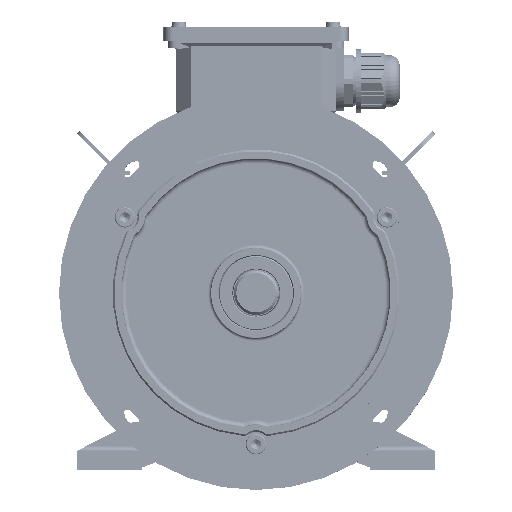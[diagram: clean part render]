
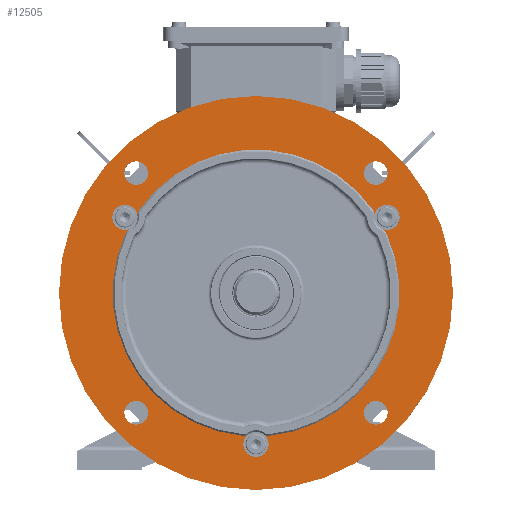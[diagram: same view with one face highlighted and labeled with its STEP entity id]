
A CAD part, top view. The second image highlights one B-rep face of the part: STEP entity #12505.
In plain terms, the highlighted planar face has unit normal (0, 0, 1).
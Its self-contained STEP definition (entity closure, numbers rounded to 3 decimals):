
#12505=ADVANCED_FACE('',(#21949,#21950,#21951,#21952,#21953,#21954),#15826,
 .T.);
#15826=PLANE('',#100776);
#20066=CIRCLE('',#100672,8.);
#20070=CIRCLE('',#100678,8.);
#20078=CIRCLE('',#100689,8.);
#20125=CIRCLE('',#100762,7.5);
#20126=CIRCLE('',#100763,7.5);
#20127=CIRCLE('',#100764,5.);
#20128=CIRCLE('',#100765,91.);
#20129=CIRCLE('',#100766,5.);
#20130=CIRCLE('',#100767,5.);
#20131=CIRCLE('',#100768,91.);
#20132=CIRCLE('',#100769,5.);
#20133=CIRCLE('',#100770,5.);
#20134=CIRCLE('',#100771,91.);
#20135=CIRCLE('',#100772,5.);
#20136=CIRCLE('',#100773,125.);
#20137=CIRCLE('',#100774,7.5);
#20138=CIRCLE('',#100775,7.5);
#21949=FACE_BOUND('',#26734,.T.);
#21950=FACE_BOUND('',#26735,.T.);
#21951=FACE_BOUND('',#26736,.T.);
#21952=FACE_BOUND('',#26737,.T.);
#21953=FACE_BOUND('',#26738,.T.);
#21954=FACE_BOUND('',#26739,.T.);
#26734=EDGE_LOOP('',(#47548));
#26735=EDGE_LOOP('',(#47549));
#26736=EDGE_LOOP('',(#47550,#47551,#47552,#47553,#47554,#47555,#47556,#47557,
#47558,#47559,#47560,#47561));
#26737=EDGE_LOOP('',(#47562));
#26738=EDGE_LOOP('',(#47563));
#26739=EDGE_LOOP('',(#47564));
#47548=ORIENTED_EDGE('',*,*,#74180,.T.);
#47549=ORIENTED_EDGE('',*,*,#74181,.T.);
#47550=ORIENTED_EDGE('',*,*,#74037,.F.);
#47551=ORIENTED_EDGE('',*,*,#74182,.T.);
#47552=ORIENTED_EDGE('',*,*,#74183,.T.);
#47553=ORIENTED_EDGE('',*,*,#74184,.T.);
#47554=ORIENTED_EDGE('',*,*,#74055,.F.);
#47555=ORIENTED_EDGE('',*,*,#74185,.T.);
#47556=ORIENTED_EDGE('',*,*,#74186,.T.);
#47557=ORIENTED_EDGE('',*,*,#74187,.T.);
#47558=ORIENTED_EDGE('',*,*,#74031,.F.);
#47559=ORIENTED_EDGE('',*,*,#74188,.T.);
#47560=ORIENTED_EDGE('',*,*,#74189,.T.);
#47561=ORIENTED_EDGE('',*,*,#74190,.T.);
#47562=ORIENTED_EDGE('',*,*,#74191,.F.);
#47563=ORIENTED_EDGE('',*,*,#74192,.T.);
#47564=ORIENTED_EDGE('',*,*,#74193,.T.);
#61848=VERTEX_POINT('',#155315);
#61851=VERTEX_POINT('',#155320);
#61854=VERTEX_POINT('',#155329);
#61857=VERTEX_POINT('',#155334);
#61868=VERTEX_POINT('',#155364);
#61871=VERTEX_POINT('',#155369);
#61979=VERTEX_POINT('',#156273);
#61980=VERTEX_POINT('',#156275);
#61981=VERTEX_POINT('',#156277);
#61982=VERTEX_POINT('',#156279);
#61983=VERTEX_POINT('',#156282);
#61984=VERTEX_POINT('',#156284);
#61985=VERTEX_POINT('',#156287);
#61986=VERTEX_POINT('',#156289);
#61987=VERTEX_POINT('',#156292);
#61988=VERTEX_POINT('',#156294);
#61989=VERTEX_POINT('',#156296);
#74031=EDGE_CURVE('',#61851,#61848,#20066,.T.);
#74037=EDGE_CURVE('',#61857,#61854,#20070,.T.);
#74055=EDGE_CURVE('',#61871,#61868,#20078,.T.);
#74180=EDGE_CURVE('',#61979,#61979,#20125,.T.);
#74181=EDGE_CURVE('',#61980,#61980,#20126,.T.);
#74182=EDGE_CURVE('',#61857,#61981,#20127,.T.);
#74183=EDGE_CURVE('',#61981,#61982,#20128,.T.);
#74184=EDGE_CURVE('',#61982,#61868,#20129,.T.);
#74185=EDGE_CURVE('',#61871,#61983,#20130,.T.);
#74186=EDGE_CURVE('',#61983,#61984,#20131,.T.);
#74187=EDGE_CURVE('',#61984,#61848,#20132,.T.);
#74188=EDGE_CURVE('',#61851,#61985,#20133,.T.);
#74189=EDGE_CURVE('',#61985,#61986,#20134,.T.);
#74190=EDGE_CURVE('',#61986,#61854,#20135,.T.);
#74191=EDGE_CURVE('',#61987,#61987,#20136,.T.);
#74192=EDGE_CURVE('',#61988,#61988,#20137,.T.);
#74193=EDGE_CURVE('',#61989,#61989,#20138,.T.);
#100672=AXIS2_PLACEMENT_3D('',#155321,#121587,#121588);
#100678=AXIS2_PLACEMENT_3D('',#155335,#121601,#121602);
#100689=AXIS2_PLACEMENT_3D('',#155370,#121633,#121634);
#100762=AXIS2_PLACEMENT_3D('',#156272,#121795,#121796);
#100763=AXIS2_PLACEMENT_3D('',#156274,#121797,#121798);
#100764=AXIS2_PLACEMENT_3D('',#156276,#121799,#121800);
#100765=AXIS2_PLACEMENT_3D('',#156278,#121801,#121802);
#100766=AXIS2_PLACEMENT_3D('',#156280,#121803,#121804);
#100767=AXIS2_PLACEMENT_3D('',#156281,#121805,#121806);
#100768=AXIS2_PLACEMENT_3D('',#156283,#121807,#121808);
#100769=AXIS2_PLACEMENT_3D('',#156285,#121809,#121810);
#100770=AXIS2_PLACEMENT_3D('',#156286,#121811,#121812);
#100771=AXIS2_PLACEMENT_3D('',#156288,#121813,#121814);
#100772=AXIS2_PLACEMENT_3D('',#156290,#121815,#121816);
#100773=AXIS2_PLACEMENT_3D('',#156291,#121817,#121818);
#100774=AXIS2_PLACEMENT_3D('',#156293,#121819,#121820);
#100775=AXIS2_PLACEMENT_3D('',#156295,#121821,#121822);
#100776=AXIS2_PLACEMENT_3D('',#156297,#121823,#121824);
#121587=DIRECTION('',(0.,0.,1.));
#121588=DIRECTION('',(1.,0.,0.));
#121601=DIRECTION('',(0.,0.,1.));
#121602=DIRECTION('',(1.,0.,0.));
#121633=DIRECTION('',(0.,0.,1.));
#121634=DIRECTION('',(1.,0.,0.));
#121795=DIRECTION('',(0.,0.,-1.));
#121796=DIRECTION('',(1.,0.,0.));
#121797=DIRECTION('',(0.,0.,-1.));
#121798=DIRECTION('',(1.,0.,0.));
#121799=DIRECTION('',(0.,0.,-1.));
#121800=DIRECTION('',(1.,0.,0.));
#121801=DIRECTION('',(0.,0.,-1.));
#121802=DIRECTION('',(-1.,0.,0.));
#121803=DIRECTION('',(0.,0.,-1.));
#121804=DIRECTION('',(1.,0.,0.));
#121805=DIRECTION('',(0.,0.,-1.));
#121806=DIRECTION('',(1.,0.,0.));
#121807=DIRECTION('',(0.,0.,-1.));
#121808=DIRECTION('',(-1.,0.,0.));
#121809=DIRECTION('',(0.,0.,-1.));
#121810=DIRECTION('',(1.,0.,0.));
#121811=DIRECTION('',(0.,0.,-1.));
#121812=DIRECTION('',(1.,0.,0.));
#121813=DIRECTION('',(0.,0.,-1.));
#121814=DIRECTION('',(-1.,0.,0.));
#121815=DIRECTION('',(0.,0.,-1.));
#121816=DIRECTION('',(1.,0.,0.));
#121817=DIRECTION('',(0.,0.,-1.));
#121818=DIRECTION('',(-1.,0.,0.));
#121819=DIRECTION('',(0.,0.,-1.));
#121820=DIRECTION('',(1.,0.,0.));
#121821=DIRECTION('',(0.,0.,-1.));
#121822=DIRECTION('',(1.,0.,0.));
#121823=DIRECTION('',(0.,0.,1.));
#121824=DIRECTION('',(1.,0.,0.));
#155315=CARTESIAN_POINT('',(-80.034,40.627,247.));
#155320=CARTESIAN_POINT('',(-75.201,48.998,247.));
#155321=CARTESIAN_POINT('',(-83.138,48.,247.));
#155329=CARTESIAN_POINT('',(75.201,48.998,247.));
#155334=CARTESIAN_POINT('',(80.034,40.627,247.));
#155335=CARTESIAN_POINT('',(83.138,48.,247.));
#155364=CARTESIAN_POINT('',(4.833,-89.625,247.));
#155369=CARTESIAN_POINT('',(-4.833,-89.625,247.));
#155370=CARTESIAN_POINT('',(0.,-96.,247.));
#156272=CARTESIAN_POINT('',(76.014,-76.014,247.));
#156273=CARTESIAN_POINT('',(83.514,-76.014,247.));
#156274=CARTESIAN_POINT('',(-76.014,76.014,247.));
#156275=CARTESIAN_POINT('',(-68.514,76.014,247.));
#156276=CARTESIAN_POINT('',(78.094,36.019,247.));
#156277=CARTESIAN_POINT('',(82.634,38.113,247.));
#156278=CARTESIAN_POINT('',(0.,0.,247.));
#156279=CARTESIAN_POINT('',(8.31,-90.62,247.));
#156280=CARTESIAN_POINT('',(7.854,-85.641,247.));
#156281=CARTESIAN_POINT('',(-7.854,-85.641,247.));
#156282=CARTESIAN_POINT('',(-8.31,-90.62,247.));
#156283=CARTESIAN_POINT('',(0.,0.,247.));
#156284=CARTESIAN_POINT('',(-82.634,38.113,247.));
#156285=CARTESIAN_POINT('',(-78.094,36.019,247.));
#156286=CARTESIAN_POINT('',(-70.24,49.622,247.));
#156287=CARTESIAN_POINT('',(-74.324,52.507,247.));
#156288=CARTESIAN_POINT('',(0.,0.,247.));
#156289=CARTESIAN_POINT('',(74.324,52.507,247.));
#156290=CARTESIAN_POINT('',(70.24,49.622,247.));
#156291=CARTESIAN_POINT('',(0.,0.,247.));
#156292=CARTESIAN_POINT('',(-125.,0.,247.));
#156293=CARTESIAN_POINT('',(76.014,76.014,247.));
#156294=CARTESIAN_POINT('',(83.514,76.014,247.));
#156295=CARTESIAN_POINT('',(-76.014,-76.014,247.));
#156296=CARTESIAN_POINT('',(-68.514,-76.014,247.));
#156297=CARTESIAN_POINT('',(0.,125.,247.));
